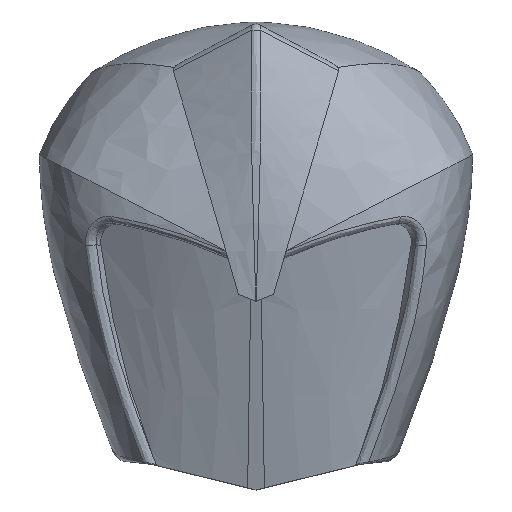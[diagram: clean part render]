
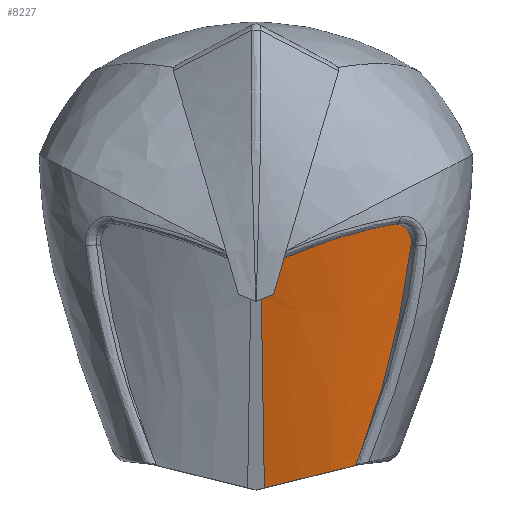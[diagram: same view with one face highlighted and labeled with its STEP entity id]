
A CAD part, top view. The second image highlights one B-rep face of the part: STEP entity #8227.
In plain terms, the highlighted free-form (B-spline) face has degree [3, 3] with [9, 4] control points.
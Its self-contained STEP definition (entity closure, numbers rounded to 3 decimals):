
#1949=CARTESIAN_POINT('',(0.768,8.303,26.642));
#2387=CARTESIAN_POINT('',(14.278,-15.414,17.211));
#2388=CARTESIAN_POINT('',(14.375,-15.173,17.241));
#2389=CARTESIAN_POINT('',(14.569,-14.684,17.301));
#2390=CARTESIAN_POINT('',(14.764,-14.182,17.363));
#2391=CARTESIAN_POINT('',(14.861,-13.928,17.394));
#2393=CARTESIAN_POINT('',(15.,-15.333,16.999));
#2394=CARTESIAN_POINT('',(14.76,-15.36,17.072));
#2395=CARTESIAN_POINT('',(14.519,-15.387,17.143));
#2396=CARTESIAN_POINT('',(14.278,-15.414,17.211));
#2398=CARTESIAN_POINT('',(15.,-15.333,16.999));
#2399=CARTESIAN_POINT('',(13.661,-15.661,17.361));
#2400=CARTESIAN_POINT('',(10.858,-16.346,17.96));
#2401=CARTESIAN_POINT('',(6.388,-17.438,18.433));
#2402=CARTESIAN_POINT('',(2.983,-18.271,18.475));
#2403=CARTESIAN_POINT('',(1.195,-18.708,18.432));
#2405=CARTESIAN_POINT('',(1.195,-18.708,18.432));
#2406=CARTESIAN_POINT('',(1.219,-15.436,19.423));
#2407=CARTESIAN_POINT('',(1.227,-9.074,21.353));
#2408=CARTESIAN_POINT('',(1.09,-0.081,
24.088));
#2409=CARTESIAN_POINT('',(0.891,5.566,25.808));
#2410=CARTESIAN_POINT('',(0.768,8.303,26.642));
#2412=CARTESIAN_POINT('',(2.499,8.986,26.748));
#2413=CARTESIAN_POINT('',(2.306,8.909,26.741));
#2414=CARTESIAN_POINT('',(1.919,8.757,26.724));
#2415=CARTESIAN_POINT('',(1.342,8.529,26.689));
#2416=CARTESIAN_POINT('',(0.959,8.378,26.659));
#2417=CARTESIAN_POINT('',(0.768,8.303,26.642));
#2419=CARTESIAN_POINT('',(4.,14.121,28.149));
#2420=CARTESIAN_POINT('',(3.827,13.53,27.991));
#2421=CARTESIAN_POINT('',(3.486,12.362,27.678));
#2422=CARTESIAN_POINT('',(2.986,10.651,27.211));
#2423=CARTESIAN_POINT('',(2.66,9.536,26.902));
#2424=CARTESIAN_POINT('',(2.499,8.986,26.748));
#2426=CARTESIAN_POINT('',(19.476,18.987,24.37));
#2427=CARTESIAN_POINT('',(19.666,19.024,24.283));
#2428=CARTESIAN_POINT('',(20.039,19.052,24.097));
#2429=CARTESIAN_POINT('',(20.597,18.955,23.777));
#2430=CARTESIAN_POINT('',(21.093,18.724,23.45));
#2431=CARTESIAN_POINT('',(21.532,18.36,23.115));
#2432=CARTESIAN_POINT('',(21.882,17.872,22.793));
#2433=CARTESIAN_POINT('',(22.117,17.299,22.51));
#2434=CARTESIAN_POINT('',(22.232,16.643,22.267));
#2435=CARTESIAN_POINT('',(22.219,16.188,22.148));
#2436=CARTESIAN_POINT('',(22.19,15.953,22.098));
#2438=CARTESIAN_POINT('',(14.861,-13.928,17.394));
#2439=CARTESIAN_POINT('',(15.306,-12.77,17.537));
#2440=CARTESIAN_POINT('',(16.17,-10.399,17.826));
#2441=CARTESIAN_POINT('',(17.416,-6.579,18.31));
#2442=CARTESIAN_POINT('',(18.514,-2.786,18.824));
#2443=CARTESIAN_POINT('',(19.426,0.759,19.343));
#2444=CARTESIAN_POINT('',(20.229,4.267,19.898));
#2445=CARTESIAN_POINT('',(20.981,8.023,20.541));
#2446=CARTESIAN_POINT('',(21.666,12.066,21.297));
#2447=CARTESIAN_POINT('',(22.027,14.658,21.824));
#2448=CARTESIAN_POINT('',(22.19,15.953,22.098));
#2450=CARTESIAN_POINT('',(14.278,-15.414,17.211));
#2503=CARTESIAN_POINT('',(14.861,-13.928,17.394));
#2566=CARTESIAN_POINT('',(4.,14.121,28.149));
#2567=CARTESIAN_POINT('',(4.804,14.478,28.154));
#2568=CARTESIAN_POINT('',(6.373,15.14,28.096));
#2569=CARTESIAN_POINT('',(8.624,15.998,27.837));
#2570=CARTESIAN_POINT('',(10.708,16.717,27.449));
#2571=CARTESIAN_POINT('',(12.576,17.3,26.982));
#2572=CARTESIAN_POINT('',(14.205,17.764,26.486));
#2573=CARTESIAN_POINT('',(15.642,18.139,25.983));
#2574=CARTESIAN_POINT('',(16.954,18.455,25.472));
#2575=CARTESIAN_POINT('',(18.213,18.734,24.941));
#2576=CARTESIAN_POINT('',(19.056,18.905,24.563));
#2577=CARTESIAN_POINT('',(19.476,18.987,24.37));
#3136=VERTEX_POINT('',#2426);
#3137=VERTEX_POINT('',#2436);
#3145=VERTEX_POINT('',#2419);
#3146=VERTEX_POINT('',#2424);
#3166=VERTEX_POINT('',#1949);
#3167=VERTEX_POINT('',#2405);
#3170=VERTEX_POINT('',#2398);
#3240=VERTEX_POINT('',#2503);
#3249=VERTEX_POINT('',#2450);
#8174=CARTESIAN_POINT('',(23.583,19.768,22.424));
#8175=CARTESIAN_POINT('',(21.025,7.293,20.324));
#8176=CARTESIAN_POINT('',(18.467,-5.182,18.225));
#8177=CARTESIAN_POINT('',(15.909,-17.657,16.125));
#8178=CARTESIAN_POINT('',(22.271,19.764,23.117));
#8179=CARTESIAN_POINT('',(19.848,7.253,20.884));
#8180=CARTESIAN_POINT('',(17.425,-5.257,18.65));
#8181=CARTESIAN_POINT('',(15.002,-17.768,16.417));
#8182=CARTESIAN_POINT('',(19.968,19.758,24.36));
#8183=CARTESIAN_POINT('',(17.772,7.183,21.864));
#8184=CARTESIAN_POINT('',(15.576,-5.392,19.368));
#8185=CARTESIAN_POINT('',(13.38,-17.966,16.872));
#8186=CARTESIAN_POINT('',(16.617,19.748,26.045));
#8187=CARTESIAN_POINT('',(14.752,7.081,23.151));
#8188=CARTESIAN_POINT('',(12.887,-5.586,20.257));
#8189=CARTESIAN_POINT('',(11.021,-18.254,17.364));
#8190=CARTESIAN_POINT('',(12.411,19.737,27.863));
#8191=CARTESIAN_POINT('',(10.986,6.956,24.515));
#8192=CARTESIAN_POINT('',(9.561,-5.826,21.166));
#8193=CARTESIAN_POINT('',(8.136,-18.607,17.818));
#8194=CARTESIAN_POINT('',(7.618,19.725,29.345));
#8195=CARTESIAN_POINT('',(6.735,6.818,25.597));
#8196=CARTESIAN_POINT('',(5.853,-6.089,21.849));
#8197=CARTESIAN_POINT('',(4.97,-18.996,18.101));
#8198=CARTESIAN_POINT('',(3.268,19.714,29.989));
#8199=CARTESIAN_POINT('',(2.89,6.694,26.058));
#8200=CARTESIAN_POINT('',(2.512,-6.325,22.127));
#8201=CARTESIAN_POINT('',(2.134,-19.344,18.196));
#8202=CARTESIAN_POINT('',(1.178,19.708,30.09));
#8203=CARTESIAN_POINT('',(1.042,6.635,26.13));
#8204=CARTESIAN_POINT('',(0.906,-6.438,
22.169));
#8205=CARTESIAN_POINT('',(0.77,-19.512,
18.209));
#8206=CARTESIAN_POINT('',(0.618,19.707,30.102));
#8207=CARTESIAN_POINT('',(0.547,6.619,26.138));
#8208=CARTESIAN_POINT('',(0.476,-6.469,
22.174));
#8209=CARTESIAN_POINT('',(0.404,-19.557,
18.21));
#8210=B_SPLINE_SURFACE_WITH_KNOTS('',3,3,((#8174,#8175,#8176,#8177),(#8178,
#8179,#8180,#8181),(#8182,#8183,#8184,#8185),(#8186,#8187,#8188,#8189),(#8190,
#8191,#8192,#8193),(#8194,#8195,#8196,#8197),(#8198,#8199,#8200,#8201),(#8202,
#8203,#8204,#8205),(#8206,#8207,#8208,#8209)),.UNSPECIFIED.,.F.,.F.,.F.,(4,1,1,
1,1,1,4),(4,4),(0.088,0.25,0.375,0.5,0.75,0.917,
0.978),(0.034,1.069),.UNSPECIFIED.);
#8212=ORIENTED_EDGE('',*,*,#8211,.F.);
#8214=ORIENTED_EDGE('',*,*,#8213,.F.);
#8215=ORIENTED_EDGE('',*,*,#7604,.T.);
#8216=ORIENTED_EDGE('',*,*,#7649,.T.);
#8217=ORIENTED_EDGE('',*,*,#7107,.F.);
#8218=ORIENTED_EDGE('',*,*,#7125,.F.);
#8220=ORIENTED_EDGE('',*,*,#8219,.T.);
#8222=ORIENTED_EDGE('',*,*,#8221,.T.);
#8224=ORIENTED_EDGE('',*,*,#8223,.F.);
#8225=EDGE_LOOP('',(#8212,#8214,#8215,#8216,#8217,#8218,#8220,#8222,#8224));
#8226=FACE_OUTER_BOUND('',#8225,.F.);
#8227=ADVANCED_FACE('',(#8226),#8210,.T.);
#2392=B_SPLINE_CURVE_WITH_KNOTS('',3,(#2387,#2388,#2389,#2390,#2391),
.UNSPECIFIED.,.F.,.F.,(4,1,4),(0.,0.5,1.),.UNSPECIFIED.);
#2397=B_SPLINE_CURVE_WITH_KNOTS('',3,(#2393,#2394,#2395,#2396),.UNSPECIFIED.,
.F.,.F.,(4,4),(0.,1.),.UNSPECIFIED.);
#2404=B_SPLINE_CURVE_WITH_KNOTS('',3,(#2398,#2399,#2400,#2401,#2402,#2403),
.UNSPECIFIED.,.F.,.F.,(4,1,1,4),(0.,0.333,0.667,1.),
.UNSPECIFIED.);
#2411=B_SPLINE_CURVE_WITH_KNOTS('',3,(#2405,#2406,#2407,#2408,#2409,#2410),
.UNSPECIFIED.,.F.,.F.,(4,1,1,4),(0.,0.333,0.667,1.),
.UNSPECIFIED.);
#2418=B_SPLINE_CURVE_WITH_KNOTS('',3,(#2412,#2413,#2414,#2415,#2416,#2417),
.UNSPECIFIED.,.F.,.F.,(4,1,1,4),(0.,0.333,0.667,1.),
.UNSPECIFIED.);
#2425=B_SPLINE_CURVE_WITH_KNOTS('',3,(#2419,#2420,#2421,#2422,#2423,#2424),
.UNSPECIFIED.,.F.,.F.,(4,1,1,4),(0.,0.333,0.667,1.),
.UNSPECIFIED.);
#2437=B_SPLINE_CURVE_WITH_KNOTS('',3,(#2426,#2427,#2428,#2429,#2430,#2431,#2432,
#2433,#2434,#2435,#2436),.UNSPECIFIED.,.F.,.F.,(4,1,1,1,1,1,1,1,4),(0.,
0.125,0.25,0.375,0.5,0.625,0.75,0.875,1.),.UNSPECIFIED.);
#2449=B_SPLINE_CURVE_WITH_KNOTS('',3,(#2438,#2439,#2440,#2441,#2442,#2443,#2444,
#2445,#2446,#2447,#2448),.UNSPECIFIED.,.F.,.F.,(4,1,1,1,1,1,1,1,4),(0.,
0.125,0.25,0.375,0.5,0.625,0.75,0.875,1.),.UNSPECIFIED.);
#2578=B_SPLINE_CURVE_WITH_KNOTS('',3,(#2566,#2567,#2568,#2569,#2570,#2571,#2572,
#2573,#2574,#2575,#2576,#2577),.UNSPECIFIED.,.F.,.F.,(4,1,1,1,1,1,1,1,1,4),
(0.,0.111,0.222,0.333,0.444,
0.556,0.667,0.778,0.889,1.),
.UNSPECIFIED.);
#7107=EDGE_CURVE('',#3146,#3166,#2418,.T.);
#7125=EDGE_CURVE('',#3145,#3146,#2425,.T.);
#7604=EDGE_CURVE('',#3170,#3167,#2404,.T.);
#7649=EDGE_CURVE('',#3167,#3166,#2411,.T.);
#8211=EDGE_CURVE('',#3249,#3240,#2392,.T.);
#8213=EDGE_CURVE('',#3170,#3249,#2397,.T.);
#8219=EDGE_CURVE('',#3145,#3136,#2578,.T.);
#8221=EDGE_CURVE('',#3136,#3137,#2437,.T.);
#8223=EDGE_CURVE('',#3240,#3137,#2449,.T.);
